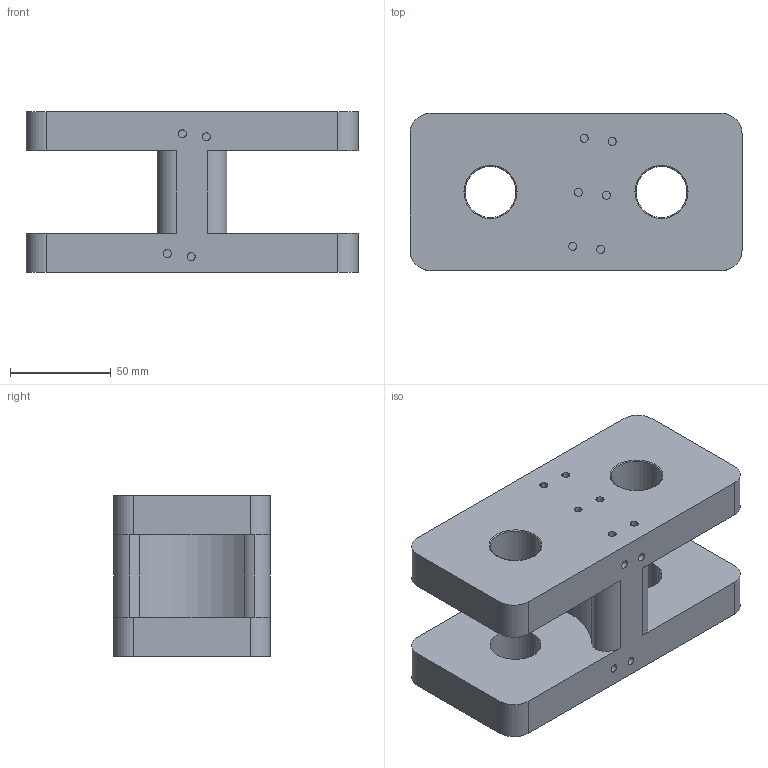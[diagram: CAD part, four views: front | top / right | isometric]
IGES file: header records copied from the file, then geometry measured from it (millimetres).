
Start section:  PTC IGES file: mice7-002_mir_mir_af0.igs
Global section: file name: mice7-002_mir_mir_af0.igs; native system: Pro/ENGINEER by Parametric Technology Corporation; preprocessor: 2004110; author: liuxiaokun; organization: Unknown; date: 080428.080948; units: millimetre
Bounding box: 165 x 78 x 80 mm (x, y, z)
Volume: 522060.6 mm3; surface area: 78520 mm2
Topology: 1 solids, 1 shells, 93 faces, 217 edges, 142 vertices
Faces by surface type: revolution 65, bspline 28
